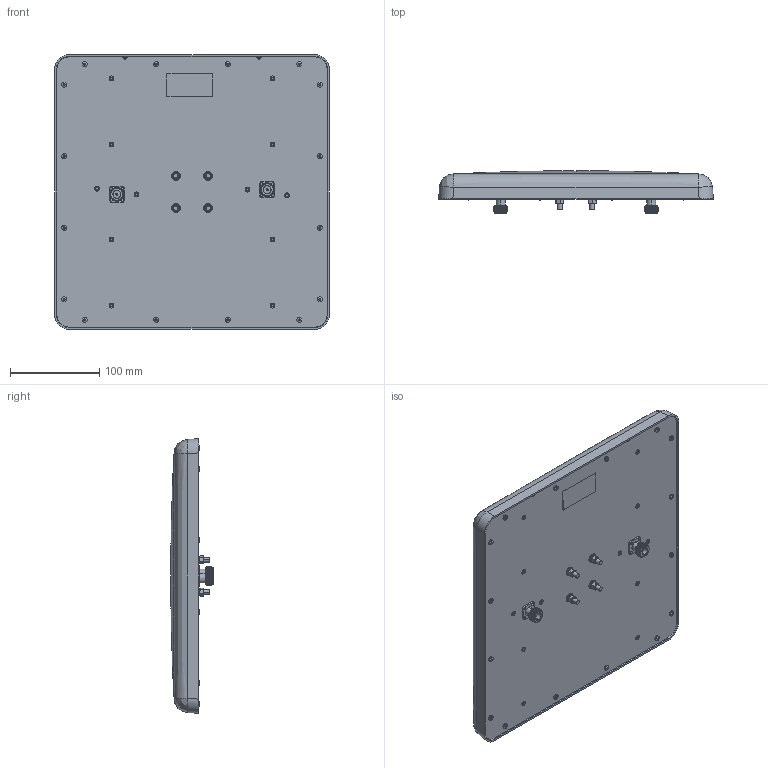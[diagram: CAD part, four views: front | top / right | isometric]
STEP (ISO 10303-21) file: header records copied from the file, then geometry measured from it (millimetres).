
FILE_DESCRIPTION (( 'STEP AP214' ), '1' );
FILE_NAME ('FM51FP1008_3D.step', '2023-05-11T22:06:18', ( '' ), ( '' ), 'SwSTEP 2.0', 'SolidWorks 2022', '' );
FILE_SCHEMA (( 'AUTOMOTIVE_DESIGN' ));
Length unit declared in the file: inch
Products named in the file (12): AN-141025N-KFB·½°å½ÓÍ·; ÍâÕÖÖÐ¼äÓÐÍ¹Ì¨; hex nuts, style 1-grades ab gb_GB_FASTENER_NUT_SNAB1 M5-S; countersunk head rivets gb_GB_CONNECTING_PIECE_RIVET_FHR 3X8; cross recessed pan head tapping screws gb_GB_CROSS_SCREWS_TYPE128 ST2.9X13 H C-S; spring lock washers--normal type gb_GB_FASTENER_WASHER_SW 5; FM51FP1008_3D; plain washers--product grade c gb_GB_FASTENER_WASHER_SMWC 5; ILS-100-03_FLAT; µ×°å302X302X1.5; µ×°å302X302X1.5³åÑ¹Ã­ÂÝË¿; countersunk head rivets gb_GB_CONNECTING_PIECE_RIVET_FHR 5X15
Assembly tree (50 placements, depth 3):
  FM51FP1008_3D
    µ×°å302X302X1.5³åÑ¹Ã­ÂÝË¿
      µ×°å302X302X1.5
      countersunk head rivets gb_GB_CONNECTING_PIECE_RIVET_FHR 3X8  x12
      countersunk head rivets gb_GB_CONNECTING_PIECE_RIVET_FHR 5X15  x4
    AN-141025N-KFB·½°å½ÓÍ·  x2
    ÍâÕÖÖÐ¼äÓÐÍ¹Ì¨
    cross recessed pan head tapping screws gb_GB_CROSS_SCREWS_TYPE128 ST2.9X13 H C-S  x16
    plain washers--product grade c gb_GB_FASTENER_WASHER_SMWC 5  x4
    spring lock washers--normal type gb_GB_FASTENER_WASHER_SW 5  x4
    hex nuts, style 1-grades ab gb_GB_FASTENER_NUT_SNAB1 M5-S  x4
    ILS-100-03_FLAT
Bounding box: 307 x 47.64 x 307 mm (x, y, z)
Volume: 518835.4 mm3; surface area: 488534.9 mm2
Topology: 49 solids, 49 shells, 3184 faces, 8212 edges, 5127 vertices
Faces by surface type: cone 1487, cylinder 990, plane 529, bspline 178
Entity records: 36625 total; most frequent: CARTESIAN_POINT 9154, DIRECTION 3758, ORIENTED_EDGE 3708, EDGE_CURVE 1854, AXIS2_PLACEMENT_3D 1494, VERTEX_POINT 1194, EDGE_LOOP 838, CIRCLE 772
